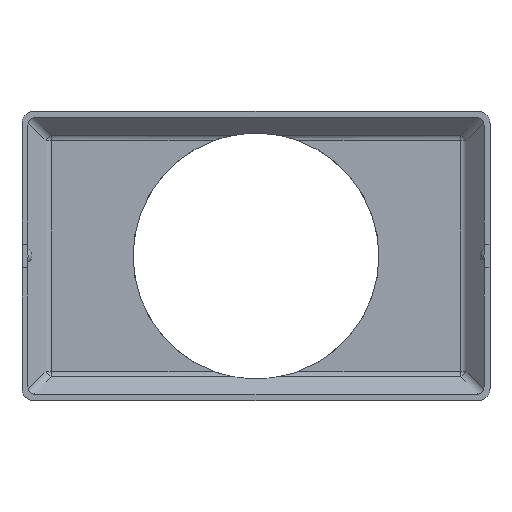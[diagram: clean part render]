
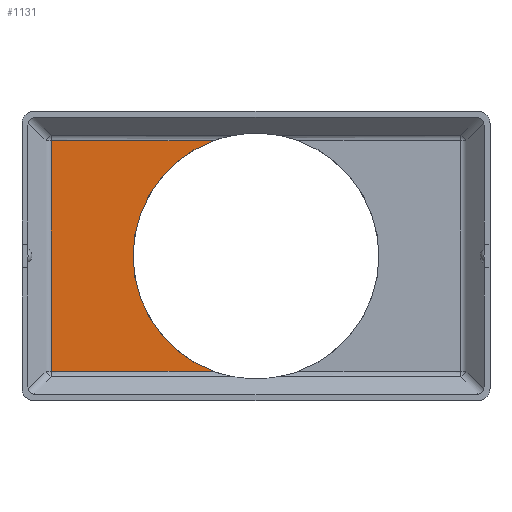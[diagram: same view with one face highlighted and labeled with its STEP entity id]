
A CAD part, top view. The second image highlights one B-rep face of the part: STEP entity #1131.
In plain terms, the highlighted planar face has unit normal (0, 0, 1).
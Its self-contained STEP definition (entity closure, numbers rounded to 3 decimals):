
#25=PLANE('',#1210);
#83=FACE_OUTER_BOUND('',#148,.T.);
#148=EDGE_LOOP('',(#780,#781,#782,#783));
#216=CIRCLE('',#1206,31.25);
#260=LINE('',#1765,#357);
#263=LINE('',#1815,#360);
#264=LINE('',#1816,#361);
#357=VECTOR('',#1350,10.);
#360=VECTOR('',#1375,10.);
#361=VECTOR('',#1376,10.);
#470=VERTEX_POINT('',#1757);
#471=VERTEX_POINT('',#1764);
#480=VERTEX_POINT('',#1802);
#481=VERTEX_POINT('',#1814);
#582=EDGE_CURVE('',#470,#471,#260,.T.);
#593=EDGE_CURVE('',#470,#480,#216,.T.);
#597=EDGE_CURVE('',#481,#480,#263,.T.);
#598=EDGE_CURVE('',#471,#481,#264,.T.);
#780=ORIENTED_EDGE('',*,*,#593,.T.);
#781=ORIENTED_EDGE('',*,*,#597,.F.);
#782=ORIENTED_EDGE('',*,*,#598,.F.);
#783=ORIENTED_EDGE('',*,*,#582,.F.);
#1131=ADVANCED_FACE('',(#83),#25,.F.);
#1206=AXIS2_PLACEMENT_3D('',#1809,#1365,#1366);
#1210=AXIS2_PLACEMENT_3D('',#1813,#1373,#1374);
#1350=DIRECTION('',(-1.,0.,0.));
#1365=DIRECTION('center_axis',(0.,0.,-1.));
#1366=DIRECTION('ref_axis',(-1.,0.,0.));
#1373=DIRECTION('center_axis',(0.,0.,-1.));
#1374=DIRECTION('ref_axis',(-1.,0.,0.));
#1375=DIRECTION('',(1.,0.,0.));
#1376=DIRECTION('',(0.,1.,0.));
#1757=CARTESIAN_POINT('',(-10.865,-29.3,-0.3));
#1764=CARTESIAN_POINT('',(-52.05,-29.3,-0.3));
#1765=CARTESIAN_POINT('',(-14.875,-29.3,-0.3));
#1802=CARTESIAN_POINT('',(-10.865,29.3,-0.3));
#1809=CARTESIAN_POINT('Origin',(0.,0.,-0.3));
#1813=CARTESIAN_POINT('Origin',(0.,0.,-0.3));
#1814=CARTESIAN_POINT('',(-52.05,29.3,-0.3));
#1815=CARTESIAN_POINT('',(14.875,29.3,-0.3));
#1816=CARTESIAN_POINT('',(-52.05,9.188,-0.3));
